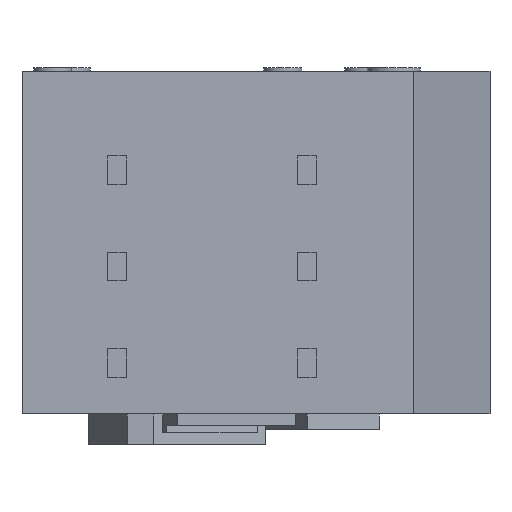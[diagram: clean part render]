
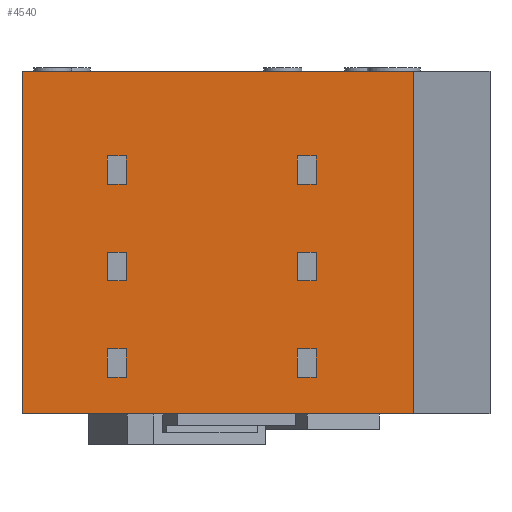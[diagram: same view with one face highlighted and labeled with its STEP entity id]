
A CAD part, front view. The second image highlights one B-rep face of the part: STEP entity #4540.
In plain terms, the highlighted planar face has unit normal (0, -1, 0).
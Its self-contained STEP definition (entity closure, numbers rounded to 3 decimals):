
#551=ORIENTED_EDGE('',*,*,#1828,.T.);
#552=ORIENTED_EDGE('',*,*,#1829,.T.);
#553=ORIENTED_EDGE('',*,*,#1830,.T.);
#554=ORIENTED_EDGE('',*,*,#1831,.T.);
#555=ORIENTED_EDGE('',*,*,#1832,.T.);
#556=ORIENTED_EDGE('',*,*,#1833,.T.);
#557=ORIENTED_EDGE('',*,*,#1834,.T.);
#558=ORIENTED_EDGE('',*,*,#1835,.T.);
#559=ORIENTED_EDGE('',*,*,#1836,.T.);
#560=ORIENTED_EDGE('',*,*,#1837,.T.);
#561=ORIENTED_EDGE('',*,*,#1838,.T.);
#562=ORIENTED_EDGE('',*,*,#1839,.T.);
#563=ORIENTED_EDGE('',*,*,#1840,.T.);
#564=ORIENTED_EDGE('',*,*,#1841,.T.);
#565=ORIENTED_EDGE('',*,*,#1842,.T.);
#566=ORIENTED_EDGE('',*,*,#1843,.T.);
#567=ORIENTED_EDGE('',*,*,#1844,.T.);
#568=ORIENTED_EDGE('',*,*,#1845,.T.);
#569=ORIENTED_EDGE('',*,*,#1846,.T.);
#570=ORIENTED_EDGE('',*,*,#1847,.T.);
#571=ORIENTED_EDGE('',*,*,#1848,.T.);
#572=ORIENTED_EDGE('',*,*,#1849,.T.);
#573=ORIENTED_EDGE('',*,*,#1850,.T.);
#574=ORIENTED_EDGE('',*,*,#1851,.T.);
#575=ORIENTED_EDGE('',*,*,#1852,.T.);
#576=ORIENTED_EDGE('',*,*,#1853,.F.);
#577=ORIENTED_EDGE('',*,*,#1854,.F.);
#578=ORIENTED_EDGE('',*,*,#1826,.T.);
#1826=EDGE_CURVE('',#2436,#2435,#2868,.T.);
#1828=EDGE_CURVE('',#2437,#2438,#2870,.T.);
#1829=EDGE_CURVE('',#2438,#2439,#2871,.T.);
#1830=EDGE_CURVE('',#2439,#2440,#2872,.T.);
#1831=EDGE_CURVE('',#2440,#2437,#2873,.T.);
#1832=EDGE_CURVE('',#2441,#2442,#2874,.T.);
#1833=EDGE_CURVE('',#2442,#2443,#2875,.T.);
#1834=EDGE_CURVE('',#2443,#2444,#2876,.T.);
#1835=EDGE_CURVE('',#2444,#2441,#2877,.T.);
#1836=EDGE_CURVE('',#2445,#2446,#2878,.T.);
#1837=EDGE_CURVE('',#2446,#2447,#2879,.T.);
#1838=EDGE_CURVE('',#2447,#2448,#2880,.T.);
#1839=EDGE_CURVE('',#2448,#2445,#2881,.T.);
#1840=EDGE_CURVE('',#2449,#2450,#2882,.T.);
#1841=EDGE_CURVE('',#2450,#2451,#2883,.T.);
#1842=EDGE_CURVE('',#2451,#2452,#2884,.T.);
#1843=EDGE_CURVE('',#2452,#2449,#2885,.T.);
#1844=EDGE_CURVE('',#2453,#2454,#2886,.T.);
#1845=EDGE_CURVE('',#2454,#2455,#2887,.T.);
#1846=EDGE_CURVE('',#2455,#2456,#2888,.T.);
#1847=EDGE_CURVE('',#2456,#2453,#2889,.T.);
#1848=EDGE_CURVE('',#2457,#2458,#2890,.T.);
#1849=EDGE_CURVE('',#2458,#2459,#2891,.T.);
#1850=EDGE_CURVE('',#2459,#2460,#2892,.T.);
#1851=EDGE_CURVE('',#2460,#2457,#2893,.T.);
#1852=EDGE_CURVE('',#2435,#2461,#2894,.T.);
#1853=EDGE_CURVE('',#2462,#2461,#2895,.T.);
#1854=EDGE_CURVE('',#2436,#2462,#2896,.T.);
#2435=VERTEX_POINT('',#7025);
#2436=VERTEX_POINT('',#7027);
#2437=VERTEX_POINT('',#7031);
#2438=VERTEX_POINT('',#7032);
#2439=VERTEX_POINT('',#7034);
#2440=VERTEX_POINT('',#7036);
#2441=VERTEX_POINT('',#7039);
#2442=VERTEX_POINT('',#7040);
#2443=VERTEX_POINT('',#7042);
#2444=VERTEX_POINT('',#7044);
#2445=VERTEX_POINT('',#7047);
#2446=VERTEX_POINT('',#7048);
#2447=VERTEX_POINT('',#7050);
#2448=VERTEX_POINT('',#7052);
#2449=VERTEX_POINT('',#7055);
#2450=VERTEX_POINT('',#7056);
#2451=VERTEX_POINT('',#7058);
#2452=VERTEX_POINT('',#7060);
#2453=VERTEX_POINT('',#7063);
#2454=VERTEX_POINT('',#7064);
#2455=VERTEX_POINT('',#7066);
#2456=VERTEX_POINT('',#7068);
#2457=VERTEX_POINT('',#7071);
#2458=VERTEX_POINT('',#7072);
#2459=VERTEX_POINT('',#7074);
#2460=VERTEX_POINT('',#7076);
#2461=VERTEX_POINT('',#7079);
#2462=VERTEX_POINT('',#7081);
#2868=LINE('',#7026,#3405);
#2870=LINE('',#7030,#3407);
#2871=LINE('',#7033,#3408);
#2872=LINE('',#7035,#3409);
#2873=LINE('',#7037,#3410);
#2874=LINE('',#7038,#3411);
#2875=LINE('',#7041,#3412);
#2876=LINE('',#7043,#3413);
#2877=LINE('',#7045,#3414);
#2878=LINE('',#7046,#3415);
#2879=LINE('',#7049,#3416);
#2880=LINE('',#7051,#3417);
#2881=LINE('',#7053,#3418);
#2882=LINE('',#7054,#3419);
#2883=LINE('',#7057,#3420);
#2884=LINE('',#7059,#3421);
#2885=LINE('',#7061,#3422);
#2886=LINE('',#7062,#3423);
#2887=LINE('',#7065,#3424);
#2888=LINE('',#7067,#3425);
#2889=LINE('',#7069,#3426);
#2890=LINE('',#7070,#3427);
#2891=LINE('',#7073,#3428);
#2892=LINE('',#7075,#3429);
#2893=LINE('',#7077,#3430);
#2894=LINE('',#7078,#3431);
#2895=LINE('',#7080,#3432);
#2896=LINE('',#7082,#3433);
#3405=VECTOR('',#5596,1000.);
#3407=VECTOR('',#5600,1000.);
#3408=VECTOR('',#5601,1000.);
#3409=VECTOR('',#5602,1000.);
#3410=VECTOR('',#5603,1000.);
#3411=VECTOR('',#5604,1000.);
#3412=VECTOR('',#5605,1000.);
#3413=VECTOR('',#5606,1000.);
#3414=VECTOR('',#5607,1000.);
#3415=VECTOR('',#5608,1000.);
#3416=VECTOR('',#5609,1000.);
#3417=VECTOR('',#5610,1000.);
#3418=VECTOR('',#5611,1000.);
#3419=VECTOR('',#5612,1000.);
#3420=VECTOR('',#5613,1000.);
#3421=VECTOR('',#5614,1000.);
#3422=VECTOR('',#5615,1000.);
#3423=VECTOR('',#5616,1000.);
#3424=VECTOR('',#5617,1000.);
#3425=VECTOR('',#5618,1000.);
#3426=VECTOR('',#5619,1000.);
#3427=VECTOR('',#5620,1000.);
#3428=VECTOR('',#5621,1000.);
#3429=VECTOR('',#5622,1000.);
#3430=VECTOR('',#5623,1000.);
#3431=VECTOR('',#5624,1000.);
#3432=VECTOR('',#5625,1000.);
#3433=VECTOR('',#5626,1000.);
#3779=EDGE_LOOP('',(#551,#552,#553,#554));
#3780=EDGE_LOOP('',(#555,#556,#557,#558));
#3781=EDGE_LOOP('',(#559,#560,#561,#562));
#3782=EDGE_LOOP('',(#563,#564,#565,#566));
#3783=EDGE_LOOP('',(#567,#568,#569,#570));
#3784=EDGE_LOOP('',(#571,#572,#573,#574));
#3785=EDGE_LOOP('',(#575,#576,#577,#578));
#4063=FACE_BOUND('',#3779,.T.);
#4064=FACE_BOUND('',#3780,.T.);
#4065=FACE_BOUND('',#3781,.T.);
#4066=FACE_BOUND('',#3782,.T.);
#4067=FACE_BOUND('',#3783,.T.);
#4068=FACE_BOUND('',#3784,.T.);
#4069=FACE_BOUND('',#3785,.T.);
#4337=PLANE('',#4875);
#4540=ADVANCED_FACE('',(#4063,#4064,#4065,#4066,#4067,#4068,#4069),#4337,
 .F.);
#4875=AXIS2_PLACEMENT_3D('',#7029,#5598,#5599);
#5596=DIRECTION('',(0.,0.,-1.));
#5598=DIRECTION('',(0.,1.,0.));
#5599=DIRECTION('',(0.,0.,1.));
#5600=DIRECTION('',(0.,0.,-1.));
#5601=DIRECTION('',(-1.,0.,0.));
#5602=DIRECTION('',(0.,0.,1.));
#5603=DIRECTION('',(1.,0.,0.));
#5604=DIRECTION('',(0.,0.,-1.));
#5605=DIRECTION('',(-1.,0.,0.));
#5606=DIRECTION('',(0.,0.,1.));
#5607=DIRECTION('',(1.,0.,0.));
#5608=DIRECTION('',(0.,0.,-1.));
#5609=DIRECTION('',(-1.,0.,0.));
#5610=DIRECTION('',(0.,0.,1.));
#5611=DIRECTION('',(1.,0.,0.));
#5612=DIRECTION('',(0.,0.,-1.));
#5613=DIRECTION('',(-1.,0.,0.));
#5614=DIRECTION('',(0.,0.,1.));
#5615=DIRECTION('',(1.,0.,0.));
#5616=DIRECTION('',(0.,0.,-1.));
#5617=DIRECTION('',(-1.,0.,0.));
#5618=DIRECTION('',(0.,0.,1.));
#5619=DIRECTION('',(1.,0.,0.));
#5620=DIRECTION('',(0.,0.,-1.));
#5621=DIRECTION('',(-1.,0.,0.));
#5622=DIRECTION('',(0.,0.,1.));
#5623=DIRECTION('',(1.,0.,0.));
#5624=DIRECTION('',(1.,0.,0.));
#5625=DIRECTION('',(0.,0.,-1.));
#5626=DIRECTION('',(1.,0.,0.));
#7025=CARTESIAN_POINT('',(-7.5,0.,0.));
#7026=CARTESIAN_POINT('',(-7.5,0.,7.62));
#7027=CARTESIAN_POINT('',(-7.5,0.,9.02));
#7029=CARTESIAN_POINT('',(-7.5,0.,7.62));
#7030=CARTESIAN_POINT('',(-4.75,0.,1.715));
#7031=CARTESIAN_POINT('',(-4.75,0.,1.715));
#7032=CARTESIAN_POINT('',(-4.75,0.,0.965));
#7033=CARTESIAN_POINT('',(-4.75,0.,0.965));
#7034=CARTESIAN_POINT('',(-5.25,0.,0.965));
#7035=CARTESIAN_POINT('',(-5.25,0.,0.965));
#7036=CARTESIAN_POINT('',(-5.25,0.,1.715));
#7037=CARTESIAN_POINT('',(-5.25,0.,1.715));
#7038=CARTESIAN_POINT('',(-4.75,0.,4.255));
#7039=CARTESIAN_POINT('',(-4.75,0.,4.255));
#7040=CARTESIAN_POINT('',(-4.75,0.,3.505));
#7041=CARTESIAN_POINT('',(-4.75,0.,3.505));
#7042=CARTESIAN_POINT('',(-5.25,0.,3.505));
#7043=CARTESIAN_POINT('',(-5.25,0.,3.505));
#7044=CARTESIAN_POINT('',(-5.25,0.,4.255));
#7045=CARTESIAN_POINT('',(-5.25,0.,4.255));
#7046=CARTESIAN_POINT('',(-4.75,0.,6.795));
#7047=CARTESIAN_POINT('',(-4.75,0.,6.795));
#7048=CARTESIAN_POINT('',(-4.75,0.,6.045));
#7049=CARTESIAN_POINT('',(-4.75,0.,6.045));
#7050=CARTESIAN_POINT('',(-5.25,0.,6.045));
#7051=CARTESIAN_POINT('',(-5.25,0.,6.045));
#7052=CARTESIAN_POINT('',(-5.25,0.,6.795));
#7053=CARTESIAN_POINT('',(-5.25,0.,6.795));
#7054=CARTESIAN_POINT('',(0.25,0.,1.715));
#7055=CARTESIAN_POINT('',(0.25,0.,1.715));
#7056=CARTESIAN_POINT('',(0.25,0.,0.965));
#7057=CARTESIAN_POINT('',(0.25,0.,0.965));
#7058=CARTESIAN_POINT('',(-0.25,0.,0.965));
#7059=CARTESIAN_POINT('',(-0.25,0.,0.965));
#7060=CARTESIAN_POINT('',(-0.25,0.,1.715));
#7061=CARTESIAN_POINT('',(-0.25,0.,1.715));
#7062=CARTESIAN_POINT('',(0.25,0.,4.255));
#7063=CARTESIAN_POINT('',(0.25,0.,4.255));
#7064=CARTESIAN_POINT('',(0.25,0.,3.505));
#7065=CARTESIAN_POINT('',(0.25,0.,3.505));
#7066=CARTESIAN_POINT('',(-0.25,0.,3.505));
#7067=CARTESIAN_POINT('',(-0.25,0.,3.505));
#7068=CARTESIAN_POINT('',(-0.25,0.,4.255));
#7069=CARTESIAN_POINT('',(-0.25,0.,4.255));
#7070=CARTESIAN_POINT('',(0.25,0.,6.795));
#7071=CARTESIAN_POINT('',(0.25,0.,6.795));
#7072=CARTESIAN_POINT('',(0.25,0.,6.045));
#7073=CARTESIAN_POINT('',(0.25,0.,6.045));
#7074=CARTESIAN_POINT('',(-0.25,0.,6.045));
#7075=CARTESIAN_POINT('',(-0.25,0.,6.045));
#7076=CARTESIAN_POINT('',(-0.25,0.,6.795));
#7077=CARTESIAN_POINT('',(-0.25,0.,6.795));
#7078=CARTESIAN_POINT('',(-7.5,0.,0.));
#7079=CARTESIAN_POINT('',(2.82,0.,0.));
#7080=CARTESIAN_POINT('',(2.82,0.,7.62));
#7081=CARTESIAN_POINT('',(2.82,0.,9.02));
#7082=CARTESIAN_POINT('',(-7.5,0.,9.02));
